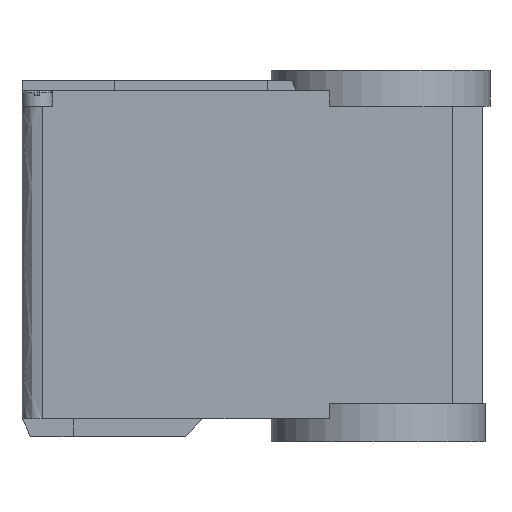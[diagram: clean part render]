
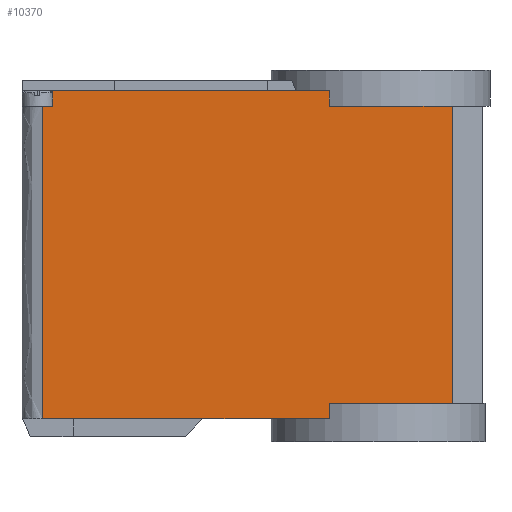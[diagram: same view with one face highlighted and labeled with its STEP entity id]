
A CAD part, front view. The second image highlights one B-rep face of the part: STEP entity #10370.
In plain terms, the highlighted planar face has unit normal (0, -1, 0).
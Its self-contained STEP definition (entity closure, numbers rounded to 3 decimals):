
#758 = B_SPLINE_CURVE_WITH_KNOTS ( 'NONE', 1,
 ( #13392, #1128 ),
 .UNSPECIFIED., .F., .F.,
 ( 2, 2 ),
 ( 30.5, 32. ),
 .UNSPECIFIED. ) ;
#791 = ORIENTED_EDGE ( 'NONE', *, *, #4628, .F. ) ;
#792 = ORIENTED_EDGE ( 'NONE', *, *, #1039, .T. ) ;
#817 = CARTESIAN_POINT ( 'NONE',  ( 2., -3., 29. ) ) ;
#1009 = CARTESIAN_POINT ( 'NONE',  ( 30., -3., 0. ) ) ;
#1021 = EDGE_CURVE ( 'NONE', #5464, #2172, #14260, .T. ) ;
#1039 = EDGE_CURVE ( 'NONE', #1313, #2025, #9720, .T. ) ;
#1048 = VERTEX_POINT ( 'NONE', #9390 ) ;
#1128 = CARTESIAN_POINT ( 'NONE',  ( 3., -3., 30.5 ) ) ;
#1217 = DIRECTION ( 'NONE',  ( 0., -1., 0. ) ) ;
#1313 = VERTEX_POINT ( 'NONE', #9100 ) ;
#1468 = ORIENTED_EDGE ( 'NONE', *, *, #10148, .F. ) ;
#2025 = VERTEX_POINT ( 'NONE', #7487 ) ;
#2153 = VERTEX_POINT ( 'NONE', #13434 ) ;
#2172 = VERTEX_POINT ( 'NONE', #9936 ) ;
#2190 = CARTESIAN_POINT ( 'NONE',  ( 30., -3., 0. ) ) ;
#2459 = CARTESIAN_POINT ( 'NONE',  ( 2., -3., -1.5 ) ) ;
#2603 = ORIENTED_EDGE ( 'NONE', *, *, #13194, .F. ) ;
#2635 = CARTESIAN_POINT ( 'NONE',  ( 3., -3., 30.5 ) ) ;
#3092 = B_SPLINE_CURVE_WITH_KNOTS ( 'NONE', 1,
 ( #12591, #8236 ),
 .UNSPECIFIED., .F., .F.,
 ( 2, 2 ),
 ( 30., 42. ),
 .UNSPECIFIED. ) ;
#3365 = PLANE ( 'NONE',  #11490 ) ;
#3579 = CARTESIAN_POINT ( 'NONE',  ( 42., -3., 29. ) ) ;
#4039 = CARTESIAN_POINT ( 'NONE',  ( 3., -3., 29. ) ) ;
#4051 = EDGE_CURVE ( 'NONE', #6947, #2153, #758, .T. ) ;
#4073 = B_SPLINE_CURVE_WITH_KNOTS ( 'NONE', 1,
 ( #2459, #9228 ),
 .UNSPECIFIED., .F., .F.,
 ( 2, 2 ),
 ( 2., 30. ),
 .UNSPECIFIED. ) ;
#4349 = CARTESIAN_POINT ( 'NONE',  ( 2., -3., -1.5 ) ) ;
#4628 = EDGE_CURVE ( 'NONE', #1313, #13732, #3092, .T. ) ;
#5329 = B_SPLINE_CURVE_WITH_KNOTS ( 'NONE', 1,
 ( #9160, #9492 ),
 .UNSPECIFIED., .F., .F.,
 ( 2, 2 ),
 ( 0., 30.5 ),
 .UNSPECIFIED. ) ;
#5464 = VERTEX_POINT ( 'NONE', #12035 ) ;
#5506 = CARTESIAN_POINT ( 'NONE',  ( 0., -3., -1.5 ) ) ;
#5894 = CARTESIAN_POINT ( 'NONE',  ( 42., -3., 29. ) ) ;
#6249 = ORIENTED_EDGE ( 'NONE', *, *, #12098, .T. ) ;
#6336 = CARTESIAN_POINT ( 'NONE',  ( 3., -3., 29. ) ) ;
#6947 = VERTEX_POINT ( 'NONE', #6336 ) ;
#7487 = CARTESIAN_POINT ( 'NONE',  ( 30., -3., 30.5 ) ) ;
#7820 = VERTEX_POINT ( 'NONE', #10993 ) ;
#8038 = EDGE_CURVE ( 'NONE', #11296, #7820, #4073, .T. ) ;
#8188 = CARTESIAN_POINT ( 'NONE',  ( 42., -3., 0. ) ) ;
#8236 = CARTESIAN_POINT ( 'NONE',  ( 42., -3., 29. ) ) ;
#8347 = CARTESIAN_POINT ( 'NONE',  ( 30., -3., 30.5 ) ) ;
#8377 = ORIENTED_EDGE ( 'NONE', *, *, #12855, .T. ) ;
#8762 = ORIENTED_EDGE ( 'NONE', *, *, #1021, .T. ) ;
#8967 = B_SPLINE_CURVE_WITH_KNOTS ( 'NONE', 1,
 ( #11427, #5894 ),
 .UNSPECIFIED., .F., .F.,
 ( 2, 2 ),
 ( 10., 39. ),
 .UNSPECIFIED. ) ;
#9100 = CARTESIAN_POINT ( 'NONE',  ( 30., -3., 29. ) ) ;
#9160 = CARTESIAN_POINT ( 'NONE',  ( 2., -3., -1.5 ) ) ;
#9228 = CARTESIAN_POINT ( 'NONE',  ( 30., -3., -1.5 ) ) ;
#9390 = CARTESIAN_POINT ( 'NONE',  ( 2., -3., 29. ) ) ;
#9492 = CARTESIAN_POINT ( 'NONE',  ( 2., -3., 29. ) ) ;
#9682 = B_SPLINE_CURVE_WITH_KNOTS ( 'NONE', 1,
 ( #2635, #8347 ),
 .UNSPECIFIED., .F., .F.,
 ( 2, 2 ),
 ( 3., 30. ),
 .UNSPECIFIED. ) ;
#9720 = B_SPLINE_CURVE_WITH_KNOTS ( 'NONE', 1,
 ( #10486, #11514 ),
 .UNSPECIFIED., .F., .F.,
 ( 2, 2 ),
 ( 0., 1.5 ),
 .UNSPECIFIED. ) ;
#9936 = CARTESIAN_POINT ( 'NONE',  ( 42., -3., 0. ) ) ;
#10130 = DIRECTION ( 'NONE',  ( 0., 0., -1. ) ) ;
#10148 = EDGE_CURVE ( 'NONE', #2153, #2025, #9682, .T. ) ;
#10370 = ADVANCED_FACE ( 'NONE', ( #14296 ), #3365, .T. ) ;
#10486 = CARTESIAN_POINT ( 'NONE',  ( 30., -3., 29. ) ) ;
#10993 = CARTESIAN_POINT ( 'NONE',  ( 30., -3., -1.5 ) ) ;
#11296 = VERTEX_POINT ( 'NONE', #4349 ) ;
#11396 = EDGE_CURVE ( 'NONE', #2172, #13732, #8967, .T. ) ;
#11427 = CARTESIAN_POINT ( 'NONE',  ( 42., -3., 0. ) ) ;
#11490 = AXIS2_PLACEMENT_3D ( 'NONE', #5506, #1217, #10130 ) ;
#11514 = CARTESIAN_POINT ( 'NONE',  ( 30., -3., 30.5 ) ) ;
#11772 = ORIENTED_EDGE ( 'NONE', *, *, #4051, .F. ) ;
#12035 = CARTESIAN_POINT ( 'NONE',  ( 30., -3., 0. ) ) ;
#12098 = EDGE_CURVE ( 'NONE', #7820, #5464, #13649, .T. ) ;
#12505 = EDGE_LOOP ( 'NONE', ( #8377, #2603, #14102, #6249, #8762, #13459, #791, #792, #1468, #11772 ) ) ;
#12591 = CARTESIAN_POINT ( 'NONE',  ( 30., -3., 29. ) ) ;
#12723 = B_SPLINE_CURVE_WITH_KNOTS ( 'NONE', 1,
 ( #4039, #817 ),
 .UNSPECIFIED., .F., .F.,
 ( 2, 2 ),
 ( -5., -4. ),
 .UNSPECIFIED. ) ;
#12855 = EDGE_CURVE ( 'NONE', #6947, #1048, #12723, .T. ) ;
#13194 = EDGE_CURVE ( 'NONE', #11296, #1048, #5329, .T. ) ;
#13392 = CARTESIAN_POINT ( 'NONE',  ( 3., -3., 29. ) ) ;
#13434 = CARTESIAN_POINT ( 'NONE',  ( 3., -3., 30.5 ) ) ;
#13459 = ORIENTED_EDGE ( 'NONE', *, *, #11396, .T. ) ;
#13649 = B_SPLINE_CURVE_WITH_KNOTS ( 'NONE', 1,
 ( #14389, #2190 ),
 .UNSPECIFIED., .F., .F.,
 ( 2, 2 ),
 ( 0., 1.5 ),
 .UNSPECIFIED. ) ;
#13732 = VERTEX_POINT ( 'NONE', #3579 ) ;
#14102 = ORIENTED_EDGE ( 'NONE', *, *, #8038, .T. ) ;
#14260 = B_SPLINE_CURVE_WITH_KNOTS ( 'NONE', 1,
 ( #1009, #8188 ),
 .UNSPECIFIED., .F., .F.,
 ( 2, 2 ),
 ( 30., 42. ),
 .UNSPECIFIED. ) ;
#14296 = FACE_OUTER_BOUND ( 'NONE', #12505, .T. ) ;
#14389 = CARTESIAN_POINT ( 'NONE',  ( 30., -3., -1.5 ) ) ;
